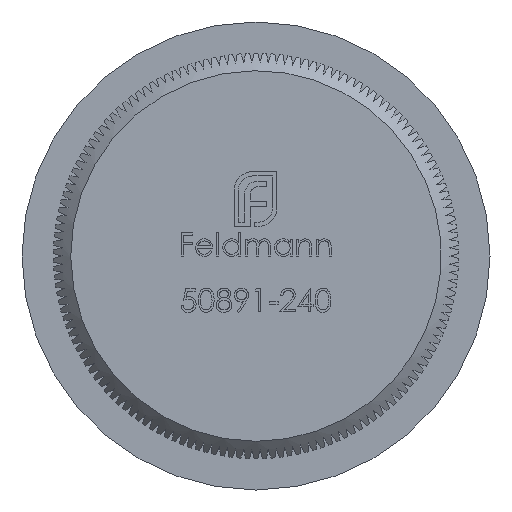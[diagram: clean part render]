
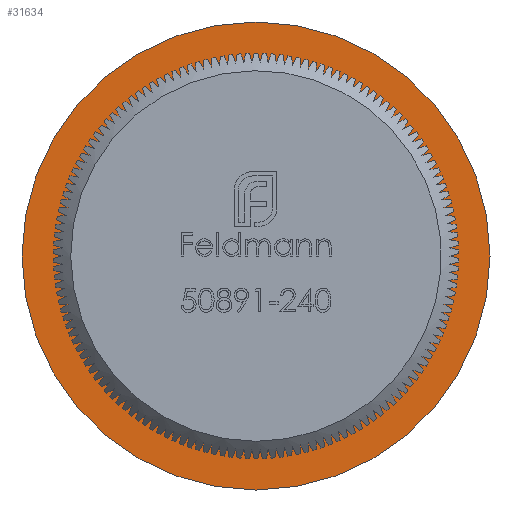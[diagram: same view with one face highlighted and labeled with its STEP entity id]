
A CAD part, front view. The second image highlights one B-rep face of the part: STEP entity #31634.
In plain terms, the highlighted planar face has unit normal (0, -1, 0).
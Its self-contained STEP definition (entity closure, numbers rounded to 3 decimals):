
#2134 = DIRECTION ( 'NONE',  ( 0., -1., 0. ) ) ;
#2449 = CARTESIAN_POINT ( 'NONE',  ( 13.45, 5., 0. ) ) ;
#4575 = PLANE ( 'NONE',  #11717 ) ;
#6748 = CIRCLE ( 'NONE', #30372, 13.45 ) ;
#7373 = VERTEX_POINT ( 'NONE', #27023 ) ;
#7816 = FACE_BOUND ( 'NONE', #20925, .T. ) ;
#11717 = AXIS2_PLACEMENT_3D ( 'NONE', #2449, #2134, #30055 ) ;
#12872 = EDGE_CURVE ( 'NONE', #24104, #24104, #31498, .T. ) ;
#15700 = DIRECTION ( 'NONE',  ( 0., 0., -1. ) ) ;
#18401 = DIRECTION ( 'NONE',  ( 0., 0., -1. ) ) ;
#18514 = CARTESIAN_POINT ( 'NONE',  ( 0., 5., 0. ) ) ;
#18933 = FACE_OUTER_BOUND ( 'NONE', #22008, .T. ) ;
#19124 = ORIENTED_EDGE ( 'NONE', *, *, #12872, .F. ) ;
#20925 = EDGE_LOOP ( 'NONE', ( #19124 ) ) ;
#21883 = CARTESIAN_POINT ( 'NONE',  ( 0., 5., -11.15 ) ) ;
#22008 = EDGE_LOOP ( 'NONE', ( #25369 ) ) ;
#23280 = DIRECTION ( 'NONE',  ( 0., -1., 0. ) ) ;
#23405 = DIRECTION ( 'NONE',  ( 0., -1., 0. ) ) ;
#24104 = VERTEX_POINT ( 'NONE', #21883 ) ;
#25369 = ORIENTED_EDGE ( 'NONE', *, *, #28986, .T. ) ;
#27023 = CARTESIAN_POINT ( 'NONE',  ( 0., 5., -13.45 ) ) ;
#28386 = CARTESIAN_POINT ( 'NONE',  ( 0., 5., 0. ) ) ;
#28986 = EDGE_CURVE ( 'NONE', #7373, #7373, #6748, .T. ) ;
#28995 = AXIS2_PLACEMENT_3D ( 'NONE', #18514, #23405, #18401 ) ;
#30055 = DIRECTION ( 'NONE',  ( 0., 0., -1. ) ) ;
#30372 = AXIS2_PLACEMENT_3D ( 'NONE', #28386, #23280, #15700 ) ;
#31498 = CIRCLE ( 'NONE', #28995, 11.15 ) ;
#31634 = ADVANCED_FACE ( 'NONE', ( #7816, #18933 ), #4575, .T. ) ;
